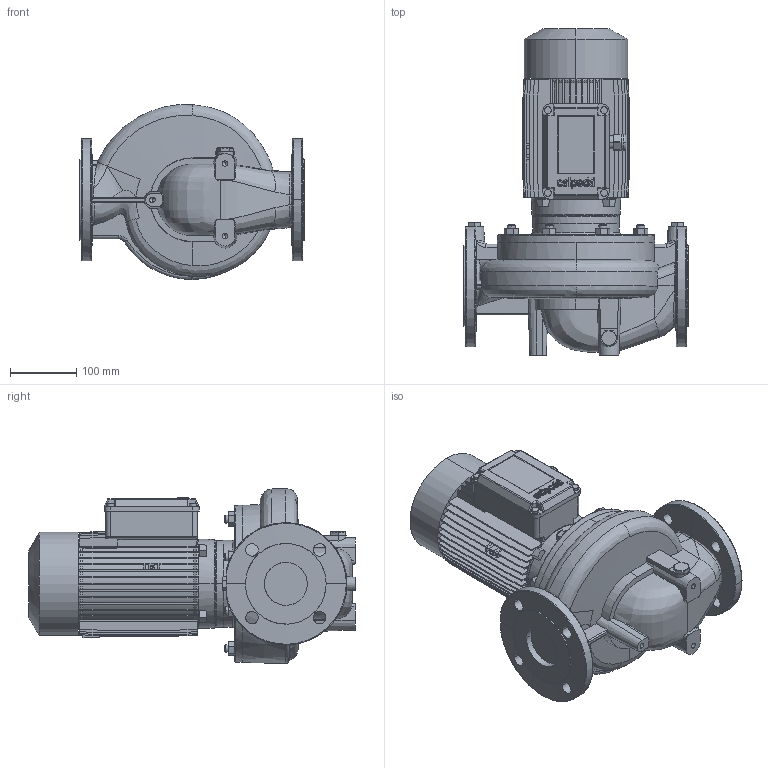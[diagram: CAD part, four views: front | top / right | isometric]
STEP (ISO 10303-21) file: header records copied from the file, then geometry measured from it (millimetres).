
FILE_DESCRIPTION (( 'STEP AP214' ), '1' );
FILE_NAME ('10011566swa00.step', '2021-05-31T13:46:06', ( '' ), ( '' ), 'SwSTEP 2.0', 'SolidWorks 2019', '' );
FILE_SCHEMA (( 'AUTOMOTIVE_DESIGN' ));
Length unit declared in the file: millimetre
Products named in the file (4): 10011566swa00; 10007670swn00_M20x1.5; 10007570swp00_80 L SZ VER.; Copia di 4.93.504.23swp01^10011566swa00_Default<A macchina>
Assembly tree (3 placements, depth 2):
  10011566swa00
    Copia di 4.93.504.23swp01^10011566swa00_Default<A macchina>
    10007570swp00_80 L SZ VER.
    10007670swn00_M20x1.5
Bounding box: 340 x 494.11 x 265.11 mm (x, y, z)
Volume: 13061443.9 mm3; surface area: 787185.4 mm2
Topology: 3 solids, 3 shells, 1508 faces, 3985 edges, 2572 vertices
Faces by surface type: plane 876, cone 223, cylinder 210, bspline 184, sphere 11, torus 4
Entity records: 98282 total; most frequent: CARTESIAN_POINT 63414, ORIENTED_EDGE 7920, DIRECTION 5940, EDGE_CURVE 3960, VERTEX_POINT 2572, VECTOR 2230, LINE 2230, AXIS2_PLACEMENT_3D 1855
